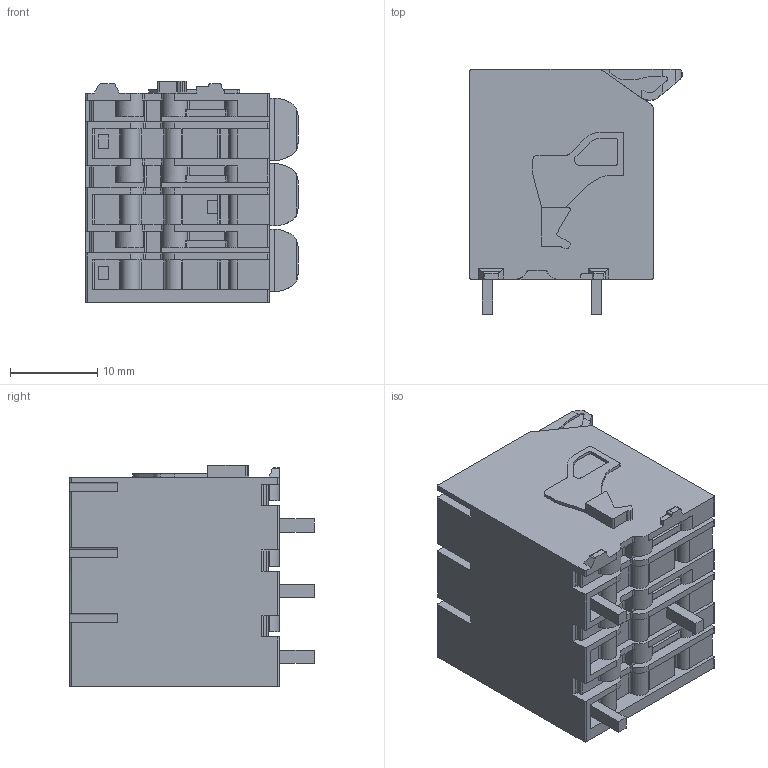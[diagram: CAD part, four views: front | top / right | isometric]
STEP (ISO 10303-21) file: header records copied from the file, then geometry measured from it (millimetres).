
FILE_DESCRIPTION( ( 'STEP AP214' ), '1' );
FILE_NAME( '2606-1103_020-000.stp', '2019-05-07T11:18:16', ( '' ), ( '' ), ' ', 'PARTsolutions', ' ' );
FILE_SCHEMA( ( 'AUTOMOTIVE_DESIGN { 1 0 10303 214 1 1 1 1 }' ) );
Length unit declared in the file: millimetre
Products named in the file (1): _2606-1103/020-000
Bounding box: 24.3 x 28 x 25.35 mm (x, y, z)
Volume: 11004.8 mm3; surface area: 5143.1 mm2
Topology: 1 solids, 1 shells, 665 faces, 1896 edges, 1243 vertices
Faces by surface type: plane 395, cylinder 246, cone 24
Full cylindrical faces by diameter (mm): 2.2 x6
Entity records: 27229 total; most frequent: CARTESIAN_POINT 4262, ORIENTED_EDGE 3768, DIRECTION 3681, EDGE_CURVE 1884, LINE 1257, VECTOR 1257, VERTEX_POINT 1237, AXIS2_PLACEMENT_3D 1212
